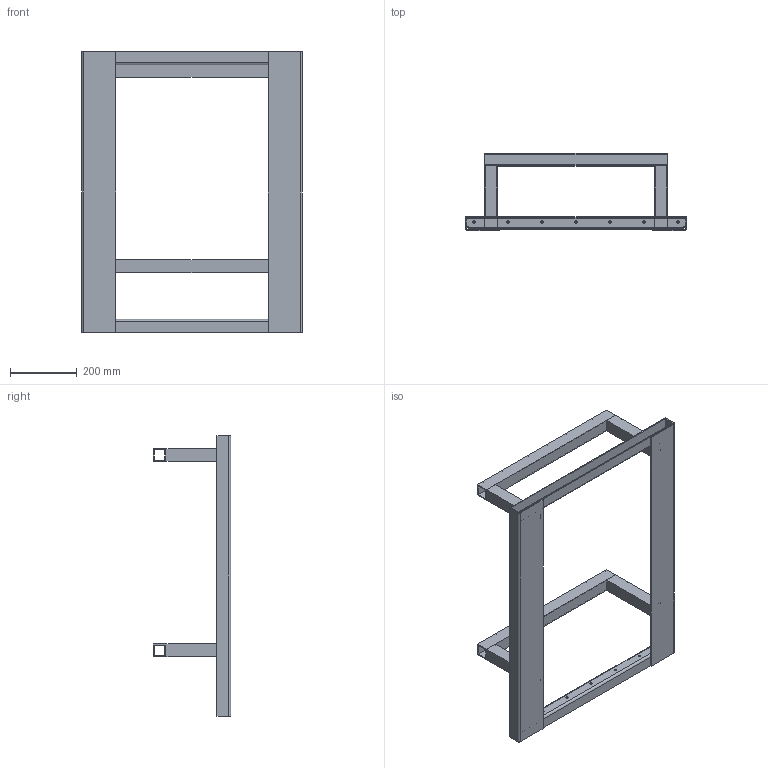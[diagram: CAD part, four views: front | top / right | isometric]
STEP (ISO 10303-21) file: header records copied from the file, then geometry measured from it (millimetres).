
FILE_DESCRIPTION(/* description */ (''),/* implementation_level */ '2;1');
FILE_NAME(/* name */ 'GE-18006.iam.stp',/* time_stamp */ '2018-01-01T11:22:25-08:00',/* author */ ('PhillipD'),/* organization */ (''),/* preprocessor_version */ 'ST-DEVELOPER v16.13',/* originating_system */ 'Autodesk Inventor 2018',/* authorisation */ '');
FILE_SCHEMA (('AUTOMOTIVE_DESIGN { 1 0 10303 214 3 1 1 }'));
Length unit declared in the file: inch
Products named in the file (5): GE-18006; GE-18006-01; GE-18006-02; GE-18006-03; GE-18006-04
Assembly tree (10 placements, depth 2):
  GE-18006
    GE-18006-01  x2
    GE-18006-02  x4
    GE-18006-03  x2
    GE-18006-04  x2
Bounding box: 660.4 x 231.78 x 838.2 mm (x, y, z)
Volume: 1982475.8 mm3; surface area: 1277127.6 mm2
Topology: 10 solids, 10 shells, 162 faces, 378 edges, 236 vertices
Faces by surface type: plane 136, cylinder 26
Full cylindrical faces by diameter (mm): 6.747 x14
Entity records: 2203 total; most frequent: DIRECTION 356, CARTESIAN_POINT 346, ORIENTED_EDGE 316, EDGE_CURVE 158, LINE 132, VECTOR 132, AXIS2_PLACEMENT_3D 112, VERTEX_POINT 102
